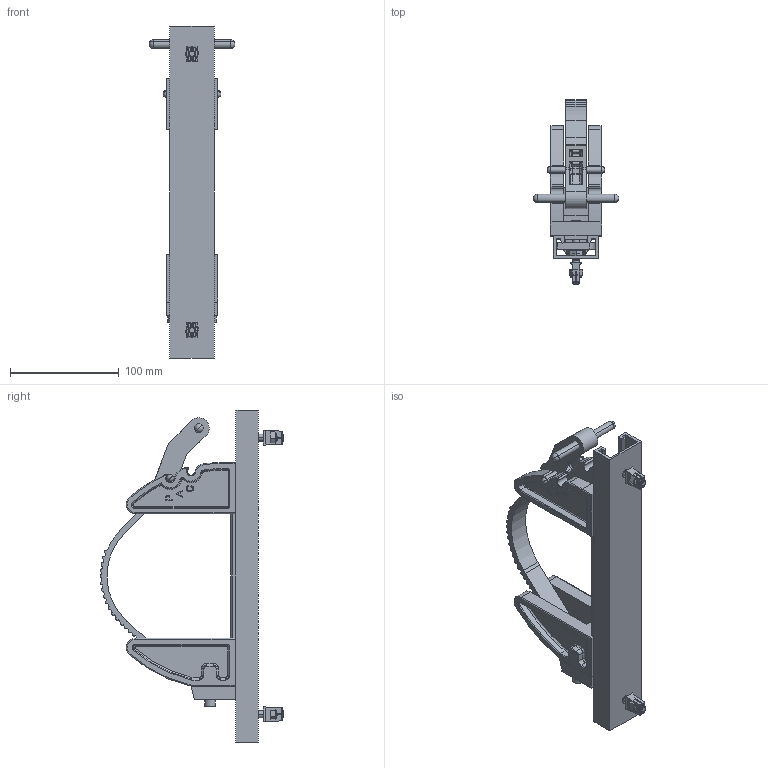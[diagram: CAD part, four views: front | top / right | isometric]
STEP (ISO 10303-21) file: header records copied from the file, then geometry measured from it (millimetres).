
FILE_DESCRIPTION (( 'STEP AP203' ), '1' );
FILE_NAME ('K5050.STEP', '2014-09-02T20:56:04', ( 'jgonzalez' ), ( '' ), 'SwSTEP 2.0', 'SolidWorks 2014', '' );
FILE_SCHEMA (( 'CONFIG_CONTROL_DESIGN' ));
Length unit declared in the file: inch
Products named in the file (16): 2010_compressed; 2011; 2002_HX-SHCS 0.25-20x0.75x0.75-N; 2073; 2075; 2074; 2019-12; 2038_HBOLT 0.2500-20x1x1-N; 2069LN_MSHXNUT 0.250-20-S-N; 2035_10" apart; 1006-3 (CUT); 2008 - IN USE SAM with nozzle_IN USE FLARES; 2049; 7016; 7029; K5050
Assembly tree (24 placements, depth 3):
  K5050
    2019-12
    2074
    2075
    2073
    2002_HX-SHCS 0.25-20x0.75x0.75-N  x4
    2011  x2
    2010_compressed  x2
    2035_10" apart
      2038_HBOLT 0.2500-20x1x1-N  x2
      2069LN_MSHXNUT 0.250-20-S-N  x2
    1006-3 (CUT)
    2008 - IN USE SAM with nozzle_IN USE FLARES
    7029
      2049  x2
      7016  x2
Bounding box: 78.89 x 168.85 x 304.8 mm (x, y, z)
Volume: 353539.9 mm3; surface area: 181697.3 mm2
Topology: 26 solids, 26 shells, 1430 faces, 3463 edges, 2097 vertices
Faces by surface type: plane 467, cylinder 405, cone 292, torus 170, bspline 80, sphere 16
Entity records: 36414 total; most frequent: CARTESIAN_POINT 9787, DIRECTION 5411, ORIENTED_EDGE 5068, EDGE_CURVE 2534, AXIS2_PLACEMENT_3D 2086, VERTEX_POINT 1553, VECTOR 1239, LINE 1239
